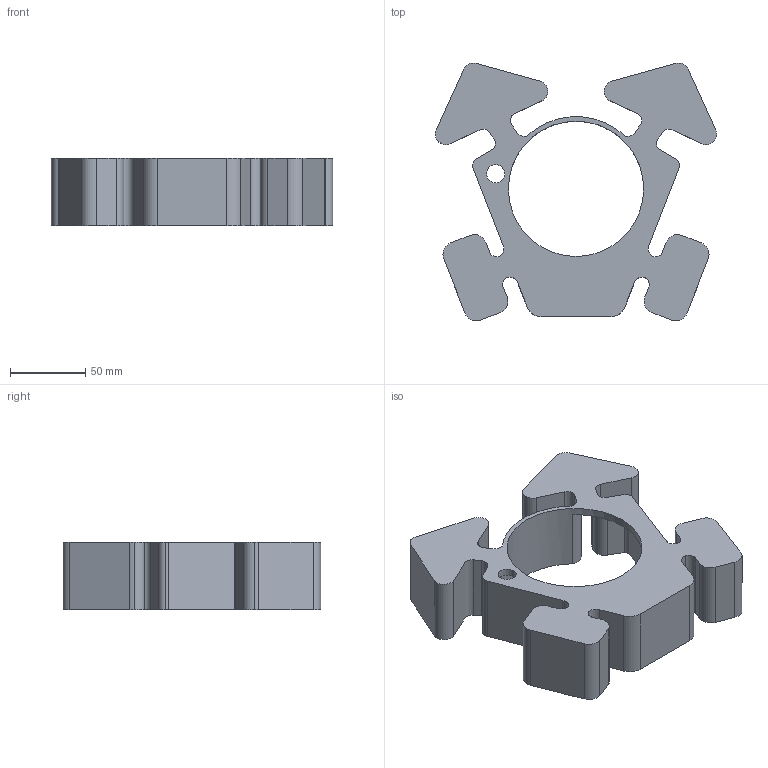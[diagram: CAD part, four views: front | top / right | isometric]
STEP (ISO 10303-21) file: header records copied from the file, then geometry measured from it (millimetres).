
FILE_DESCRIPTION (( 'STEP AP203' ), '1' );
FILE_NAME ('Back Enclosure.STEP', '2026-01-11T20:46:35', ( '' ), ( '' ), 'SwSTEP 2.0', 'SolidWorks 2024', '' );
FILE_SCHEMA (( 'CONFIG_CONTROL_DESIGN' ));
Length unit declared in the file: millimetre
Products named in the file (1): Back Enclosure
Bounding box: 187.03 x 171.51 x 45 mm (x, y, z)
Volume: 202967.9 mm3; surface area: 122613 mm2
Topology: 1 solids, 1 shells, 153 faces, 453 edges, 302 vertices
Faces by surface type: cylinder 92, plane 61
Entity records: 5278 total; most frequent: DIRECTION 947, CARTESIAN_POINT 909, ORIENTED_EDGE 906, EDGE_CURVE 453, AXIS2_PLACEMENT_3D 340, VERTEX_POINT 302, VECTOR 267, LINE 267
